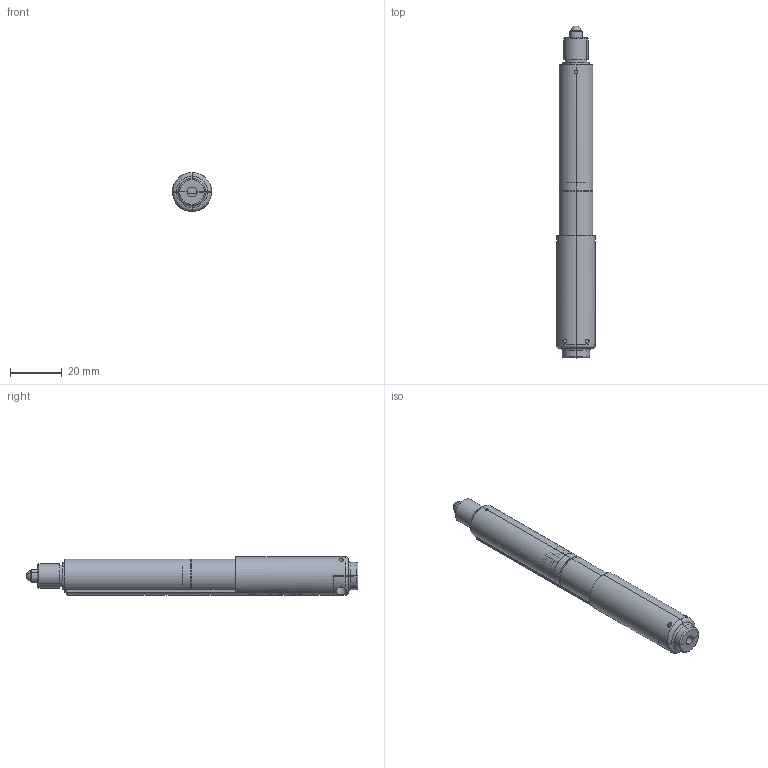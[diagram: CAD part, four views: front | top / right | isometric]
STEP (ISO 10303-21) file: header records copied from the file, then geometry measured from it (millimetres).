
FILE_DESCRIPTION (( 'STEP AP203' ), '1' );
FILE_NAME ('ETN011602-E0W.STEP', '2022-09-14T09:30:59', ( '' ), ( '' ), 'SwSTEP 2.0', 'SolidWorks 2022', '' );
FILE_SCHEMA (( 'CONFIG_CONTROL_DESIGN' ));
Length unit declared in the file: millimetre
Products named in the file (21): CG0193 - 1.5 x 5.8 Roller; 136060 - Ball End insert; 134348 - Z8 motor; ETN011602-E0W; DA0017 - M1.2x 3 Csk Slt; DB0389 - M2X8 Slt Cheesehead; 136030 - Barrel insert; 134361 - z812 bare limit_switch_pcb; 136143 - Z812B limit switch cover; Copy of BD0060 - MTS Micro_Switch part^BD0060 - HDT001 Micro Mini SMD switch; 135990 - Z812 Sliding Guide; DB0373 - M2 x 5 Skt Cap BLK; 135988 - Z812 Leadscrew; 136001 - Z8 connector backshell; Copy of BD0060 - Microswitch Arm^BD0060 - HDT001 Micro Mini SMD switch; 135977 - Z8 vac support ring; BD0060 - HDT001 Micro Mini SMD switch; 135992 - Z812 Body; 136010 - Cable Clamp; 135989 - Motor Shaft Adaptor; 134311 - Z812 Limit Switch PCB pop
Assembly tree (25 placements, depth 4):
  ETN011602-E0W
    134348 - Z8 motor
    135989 - Motor Shaft Adaptor
    135990 - Z812 Sliding Guide
    CG0193 - 1.5 x 5.8 Roller
    135988 - Z812 Leadscrew
    135992 - Z812 Body
    136143 - Z812B limit switch cover
    135977 - Z8 vac support ring
    DB0389 - M2X8 Slt Cheesehead  x2
    DA0017 - M1.2x 3 Csk Slt  x3
    136030 - Barrel insert
    136001 - Z8 connector backshell
    136010 - Cable Clamp
    DB0373 - M2 x 5 Skt Cap BLK  x2
    136060 - Ball End insert
    134311 - Z812 Limit Switch PCB pop
      134361 - z812 bare limit_switch_pcb
      BD0060 - HDT001 Micro Mini SMD switch  x2
        Copy of BD0060 - MTS Micro_Switch part^BD0060 - HDT001 Micro Mini SMD switch
        Copy of BD0060 - Microswitch Arm^BD0060 - HDT001 Micro Mini SMD switch
Bounding box: 15 x 127.9 x 15 mm (x, y, z)
Volume: 14984.5 mm3; surface area: 16262.7 mm2
Topology: 24 solids, 24 shells, 1160 faces, 3137 edges, 2046 vertices
Faces by surface type: plane 624, cylinder 388, bspline 61, cone 48, torus 35, sphere 4
Entity records: 39439 total; most frequent: CARTESIAN_POINT 11494, ORIENTED_EDGE 5672, DIRECTION 4971, EDGE_CURVE 2836, VERTEX_POINT 1856, AXIS2_PLACEMENT_3D 1739, VECTOR 1493, LINE 1493
